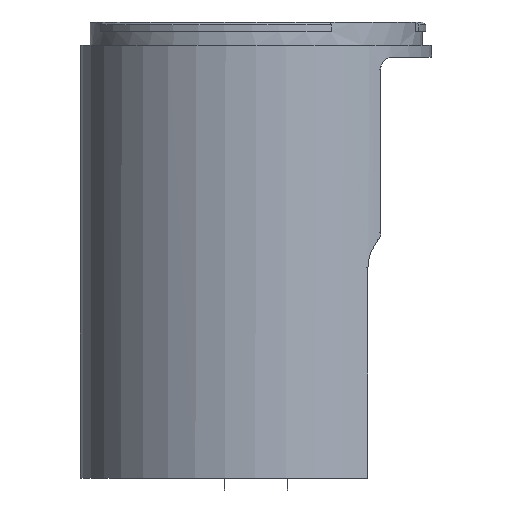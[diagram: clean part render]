
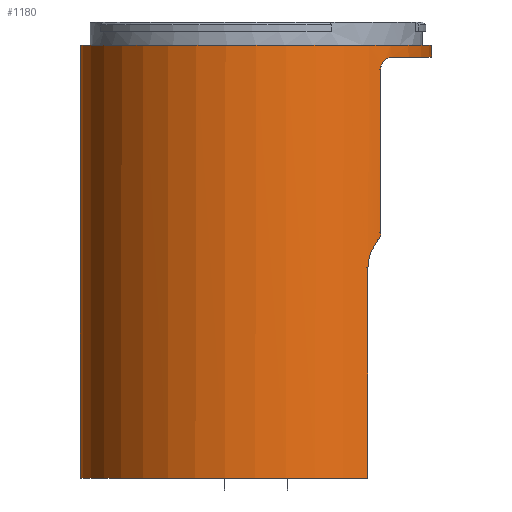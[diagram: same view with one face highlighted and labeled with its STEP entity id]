
A CAD part, left-side view. The second image highlights one B-rep face of the part: STEP entity #1180.
In plain terms, the highlighted cylindrical face has radius 15 mm (diameter 30 mm), a full revolution.
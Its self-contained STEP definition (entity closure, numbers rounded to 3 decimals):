
#946=CARTESIAN_POINT('',(-11.55,-9.584,28.086));
#947=VERTEX_POINT('',#946);
#954=CARTESIAN_POINT('',(11.55,-9.584,28.086));
#955=VERTEX_POINT('',#954);
#956=CARTESIAN_POINT('',(0.,-0.014,28.086));
#957=DIRECTION('',(-0.,-0.,-1.));
#958=DIRECTION('',(0.,-1.,0.));
#959=AXIS2_PLACEMENT_3D('',#956,#957,#958);
#960=CIRCLE('',#959,15.);
#961=EDGE_CURVE('',#947,#955,#960,.T.);
#988=CARTESIAN_POINT('',(0.,-0.014,22.086));
#989=DIRECTION('',(0.,0.,1.));
#990=DIRECTION('',(0.,-1.,0.));
#991=AXIS2_PLACEMENT_3D('',#988,#989,#990);
#992=CYLINDRICAL_SURFACE('',#991,15.);
#993=CARTESIAN_POINT('',(-0.,-15.014,65.086));
#994=VERTEX_POINT('',#993);
#995=CARTESIAN_POINT('',(-0.,-15.014,64.086));
#996=VERTEX_POINT('',#995);
#997=CARTESIAN_POINT('',(0.,-15.014,65.086));
#998=DIRECTION('',(-0.,-0.,-1.));
#999=VECTOR('',#998,1.);
#1000=LINE('',#997,#999);
#1001=EDGE_CURVE('',#994,#996,#1000,.T.);
#1002=ORIENTED_EDGE('',*,*,#1001,.T.);
#1003=CARTESIAN_POINT('',(9.5,-11.622,64.086));
#1004=VERTEX_POINT('',#1003);
#1005=CARTESIAN_POINT('',(0.,-0.014,64.086));
#1006=DIRECTION('',(-0.,-0.,-1.));
#1007=DIRECTION('',(0.,-1.,0.));
#1008=AXIS2_PLACEMENT_3D('',#1005,#1006,#1007);
#1009=CIRCLE('',#1008,15.);
#1010=EDGE_CURVE('',#1004,#996,#1009,.T.);
#1011=ORIENTED_EDGE('',*,*,#1010,.F.);
#1012=CARTESIAN_POINT('',(10.55,-10.676,63.036));
#1013=VERTEX_POINT('',#1012);
#1014=CARTESIAN_POINT('',(9.5,-11.622,64.086));
#1015=CARTESIAN_POINT('',(9.626,-11.519,64.086));
#1016=CARTESIAN_POINT('',(9.747,-11.416,64.065));
#1017=CARTESIAN_POINT('',(9.865,-11.313,64.021));
#1018=CARTESIAN_POINT('',(9.982,-11.211,63.977));
#1019=CARTESIAN_POINT('',(10.092,-11.111,63.913));
#1020=CARTESIAN_POINT('',(10.191,-11.02,63.827));
#1021=CARTESIAN_POINT('',(10.241,-10.974,63.783));
#1022=CARTESIAN_POINT('',(10.288,-10.929,63.733));
#1023=CARTESIAN_POINT('',(10.331,-10.889,63.678));
#1024=CARTESIAN_POINT('',(10.374,-10.848,63.623));
#1025=CARTESIAN_POINT('',(10.412,-10.811,63.562));
#1026=CARTESIAN_POINT('',(10.445,-10.779,63.494));
#1027=CARTESIAN_POINT('',(10.478,-10.748,63.427));
#1028=CARTESIAN_POINT('',(10.504,-10.722,63.354));
#1029=CARTESIAN_POINT('',(10.522,-10.704,63.277));
#1030=CARTESIAN_POINT('',(10.54,-10.686,63.2));
#1031=CARTESIAN_POINT('',(10.55,-10.676,63.118));
#1032=CARTESIAN_POINT('',(10.55,-10.676,63.036));
#1033=B_SPLINE_CURVE_WITH_KNOTS('',3,(#1014,#1015,#1016,#1017,#1018,#1019,#1020,#1021,#1022,#1023,#1024,#1025,#1026,#1027,#1028,#1029,#1030,#1031,#1032),.UNSPECIFIED.,.F.,.F.,(4,3,3,3,3,3,4),(0.,0.,0.001,0.001,0.001,0.002,0.002),.UNSPECIFIED.);
#1034=EDGE_CURVE('',#1004,#1013,#1033,.T.);
#1035=ORIENTED_EDGE('',*,*,#1034,.T.);
#1036=CARTESIAN_POINT('',(10.55,-10.676,49.086));
#1037=VERTEX_POINT('',#1036);
#1038=CARTESIAN_POINT('',(10.55,-10.676,63.036));
#1039=DIRECTION('',(-0.,-0.,-1.));
#1040=VECTOR('',#1039,13.95);
#1041=LINE('',#1038,#1040);
#1042=EDGE_CURVE('',#1013,#1037,#1041,.T.);
#1043=ORIENTED_EDGE('',*,*,#1042,.T.);
#1044=CARTESIAN_POINT('',(10.74,-10.485,48.516));
#1045=VERTEX_POINT('',#1044);
#1046=CARTESIAN_POINT('',(10.55,-10.676,49.086));
#1047=CARTESIAN_POINT('',(10.55,-10.676,49.032));
#1048=CARTESIAN_POINT('',(10.555,-10.672,48.978));
#1049=CARTESIAN_POINT('',(10.564,-10.663,48.926));
#1050=CARTESIAN_POINT('',(10.573,-10.654,48.874));
#1051=CARTESIAN_POINT('',(10.586,-10.641,48.822));
#1052=CARTESIAN_POINT('',(10.603,-10.624,48.774));
#1053=CARTESIAN_POINT('',(10.637,-10.59,48.677));
#1054=CARTESIAN_POINT('',(10.684,-10.542,48.591));
#1055=CARTESIAN_POINT('',(10.74,-10.485,48.516));
#1056=B_SPLINE_CURVE_WITH_KNOTS('',3,(#1046,#1047,#1048,#1049,#1050,#1051,#1052,#1053,#1054,#1055),.UNSPECIFIED.,.F.,.F.,(4,3,3,4),(0.,0.,0.,0.001),.UNSPECIFIED.);
#1057=EDGE_CURVE('',#1037,#1045,#1056,.T.);
#1058=ORIENTED_EDGE('',*,*,#1057,.T.);
#1059=CARTESIAN_POINT('',(11.55,-9.584,46.086));
#1060=VERTEX_POINT('',#1059);
#1061=CARTESIAN_POINT('',(10.74,-10.485,48.516));
#1062=CARTESIAN_POINT('',(10.859,-10.363,48.357));
#1063=CARTESIAN_POINT('',(10.968,-10.247,48.188));
#1064=CARTESIAN_POINT('',(11.066,-10.14,48.007));
#1065=CARTESIAN_POINT('',(11.115,-10.087,47.916));
#1066=CARTESIAN_POINT('',(11.16,-10.036,47.823));
#1067=CARTESIAN_POINT('',(11.203,-9.988,47.726));
#1068=CARTESIAN_POINT('',(11.246,-9.94,47.629));
#1069=CARTESIAN_POINT('',(11.286,-9.894,47.528));
#1070=CARTESIAN_POINT('',(11.322,-9.853,47.426));
#1071=CARTESIAN_POINT('',(11.394,-9.77,47.22));
#1072=CARTESIAN_POINT('',(11.451,-9.703,47.005));
#1073=CARTESIAN_POINT('',(11.49,-9.656,46.781));
#1074=CARTESIAN_POINT('',(11.51,-9.633,46.668));
#1075=CARTESIAN_POINT('',(11.525,-9.615,46.552));
#1076=CARTESIAN_POINT('',(11.535,-9.602,46.437));
#1077=CARTESIAN_POINT('',(11.545,-9.59,46.321));
#1078=CARTESIAN_POINT('',(11.55,-9.584,46.204));
#1079=CARTESIAN_POINT('',(11.55,-9.584,46.086));
#1080=B_SPLINE_CURVE_WITH_KNOTS('',3,(#1061,#1062,#1063,#1064,#1065,#1066,#1067,#1068,#1069,#1070,#1071,#1072,#1073,#1074,#1075,#1076,#1077,#1078,#1079),.UNSPECIFIED.,.F.,.F.,(4,3,3,3,3,3,4),(0.,0.001,0.001,0.001,0.002,0.002,0.003),.UNSPECIFIED.);
#1081=EDGE_CURVE('',#1045,#1060,#1080,.T.);
#1082=ORIENTED_EDGE('',*,*,#1081,.T.);
#1083=CARTESIAN_POINT('',(11.55,-9.584,46.086));
#1084=DIRECTION('',(-0.,-0.,-1.));
#1085=VECTOR('',#1084,18.);
#1086=LINE('',#1083,#1085);
#1087=EDGE_CURVE('',#1060,#955,#1086,.T.);
#1088=ORIENTED_EDGE('',*,*,#1087,.T.);
#1089=ORIENTED_EDGE('',*,*,#961,.F.);
#1090=CARTESIAN_POINT('',(-11.55,-9.584,46.086));
#1091=VERTEX_POINT('',#1090);
#1092=CARTESIAN_POINT('',(-11.55,-9.584,28.086));
#1093=DIRECTION('',(0.,0.,1.));
#1094=VECTOR('',#1093,18.);
#1095=LINE('',#1092,#1094);
#1096=EDGE_CURVE('',#947,#1091,#1095,.T.);
#1097=ORIENTED_EDGE('',*,*,#1096,.T.);
#1098=CARTESIAN_POINT('',(-10.74,-10.485,48.516));
#1099=VERTEX_POINT('',#1098);
#1100=CARTESIAN_POINT('',(-11.55,-9.584,46.086));
#1101=CARTESIAN_POINT('',(-11.55,-9.584,46.322));
#1102=CARTESIAN_POINT('',(-11.53,-9.609,46.551));
#1103=CARTESIAN_POINT('',(-11.491,-9.655,46.774));
#1104=CARTESIAN_POINT('',(-11.453,-9.701,46.997));
#1105=CARTESIAN_POINT('',(-11.395,-9.769,47.217));
#1106=CARTESIAN_POINT('',(-11.323,-9.851,47.422));
#1107=CARTESIAN_POINT('',(-11.18,-10.016,47.832));
#1108=CARTESIAN_POINT('',(-10.979,-10.24,48.197));
#1109=CARTESIAN_POINT('',(-10.74,-10.485,48.516));
#1110=B_SPLINE_CURVE_WITH_KNOTS('',3,(#1100,#1101,#1102,#1103,#1104,#1105,#1106,#1107,#1108,#1109),.UNSPECIFIED.,.F.,.F.,(4,3,3,4),(0.,0.001,0.001,0.003),.UNSPECIFIED.);
#1111=EDGE_CURVE('',#1091,#1099,#1110,.T.);
#1112=ORIENTED_EDGE('',*,*,#1111,.T.);
#1113=CARTESIAN_POINT('',(-10.55,-10.676,49.086));
#1114=VERTEX_POINT('',#1113);
#1115=CARTESIAN_POINT('',(-10.74,-10.485,48.516));
#1116=CARTESIAN_POINT('',(-10.712,-10.514,48.554));
#1117=CARTESIAN_POINT('',(-10.687,-10.54,48.593));
#1118=CARTESIAN_POINT('',(-10.664,-10.563,48.636));
#1119=CARTESIAN_POINT('',(-10.641,-10.586,48.679));
#1120=CARTESIAN_POINT('',(-10.62,-10.607,48.725));
#1121=CARTESIAN_POINT('',(-10.603,-10.624,48.774));
#1122=CARTESIAN_POINT('',(-10.586,-10.641,48.822));
#1123=CARTESIAN_POINT('',(-10.573,-10.654,48.873));
#1124=CARTESIAN_POINT('',(-10.564,-10.663,48.925));
#1125=CARTESIAN_POINT('',(-10.555,-10.672,48.977));
#1126=CARTESIAN_POINT('',(-10.55,-10.676,49.032));
#1127=CARTESIAN_POINT('',(-10.55,-10.676,49.086));
#1128=B_SPLINE_CURVE_WITH_KNOTS('',3,(#1115,#1116,#1117,#1118,#1119,#1120,#1121,#1122,#1123,#1124,#1125,#1126,#1127),.UNSPECIFIED.,.F.,.F.,(4,3,3,3,4),(0.,0.,0.,0.,0.001),.UNSPECIFIED.);
#1129=EDGE_CURVE('',#1099,#1114,#1128,.T.);
#1130=ORIENTED_EDGE('',*,*,#1129,.T.);
#1131=CARTESIAN_POINT('',(-10.55,-10.676,63.036));
#1132=VERTEX_POINT('',#1131);
#1133=CARTESIAN_POINT('',(-10.55,-10.676,49.086));
#1134=DIRECTION('',(0.,0.,1.));
#1135=VECTOR('',#1134,13.95);
#1136=LINE('',#1133,#1135);
#1137=EDGE_CURVE('',#1114,#1132,#1136,.T.);
#1138=ORIENTED_EDGE('',*,*,#1137,.T.);
#1139=CARTESIAN_POINT('',(-9.5,-11.622,64.086));
#1140=VERTEX_POINT('',#1139);
#1141=CARTESIAN_POINT('',(-10.55,-10.676,63.036));
#1142=CARTESIAN_POINT('',(-10.55,-10.676,63.118));
#1143=CARTESIAN_POINT('',(-10.541,-10.686,63.198));
#1144=CARTESIAN_POINT('',(-10.523,-10.704,63.275));
#1145=CARTESIAN_POINT('',(-10.505,-10.721,63.352));
#1146=CARTESIAN_POINT('',(-10.478,-10.747,63.425));
#1147=CARTESIAN_POINT('',(-10.446,-10.778,63.492));
#1148=CARTESIAN_POINT('',(-10.413,-10.81,63.559));
#1149=CARTESIAN_POINT('',(-10.375,-10.847,63.621));
#1150=CARTESIAN_POINT('',(-10.332,-10.888,63.677));
#1151=CARTESIAN_POINT('',(-10.29,-10.928,63.732));
#1152=CARTESIAN_POINT('',(-10.243,-10.972,63.781));
#1153=CARTESIAN_POINT('',(-10.193,-11.018,63.825));
#1154=CARTESIAN_POINT('',(-10.093,-11.111,63.913));
#1155=CARTESIAN_POINT('',(-9.983,-11.21,63.977));
#1156=CARTESIAN_POINT('',(-9.866,-11.312,64.021));
#1157=CARTESIAN_POINT('',(-9.749,-11.415,64.064));
#1158=CARTESIAN_POINT('',(-9.626,-11.519,64.086));
#1159=CARTESIAN_POINT('',(-9.5,-11.622,64.086));
#1160=B_SPLINE_CURVE_WITH_KNOTS('',3,(#1141,#1142,#1143,#1144,#1145,#1146,#1147,#1148,#1149,#1150,#1151,#1152,#1153,#1154,#1155,#1156,#1157,#1158,#1159),.UNSPECIFIED.,.F.,.F.,(4,3,3,3,3,3,4),(0.,0.,0.,0.001,0.001,0.001,0.002),.UNSPECIFIED.);
#1161=EDGE_CURVE('',#1132,#1140,#1160,.T.);
#1162=ORIENTED_EDGE('',*,*,#1161,.T.);
#1163=CARTESIAN_POINT('',(0.,-0.014,64.086));
#1164=DIRECTION('',(-0.,-0.,-1.));
#1165=DIRECTION('',(0.,-1.,0.));
#1166=AXIS2_PLACEMENT_3D('',#1163,#1164,#1165);
#1167=CIRCLE('',#1166,15.);
#1168=EDGE_CURVE('',#996,#1140,#1167,.T.);
#1169=ORIENTED_EDGE('',*,*,#1168,.F.);
#1170=ORIENTED_EDGE('',*,*,#1001,.F.);
#1171=CARTESIAN_POINT('',(0.,-0.014,65.086));
#1172=DIRECTION('',(0.,0.,1.));
#1173=DIRECTION('',(0.,-1.,0.));
#1174=AXIS2_PLACEMENT_3D('',#1171,#1172,#1173);
#1175=CIRCLE('',#1174,15.);
#1176=EDGE_CURVE('',#994,#994,#1175,.T.);
#1177=ORIENTED_EDGE('',*,*,#1176,.F.);
#1178=EDGE_LOOP('',(#1002,#1011,#1035,#1043,#1058,#1082,#1088,#1089,#1097,#1112,#1130,#1138,#1162,#1169,#1170,#1177));
#1179=FACE_BOUND('',#1178,.T.);
#1180=ADVANCED_FACE('',(#1179),#992,.T.);
